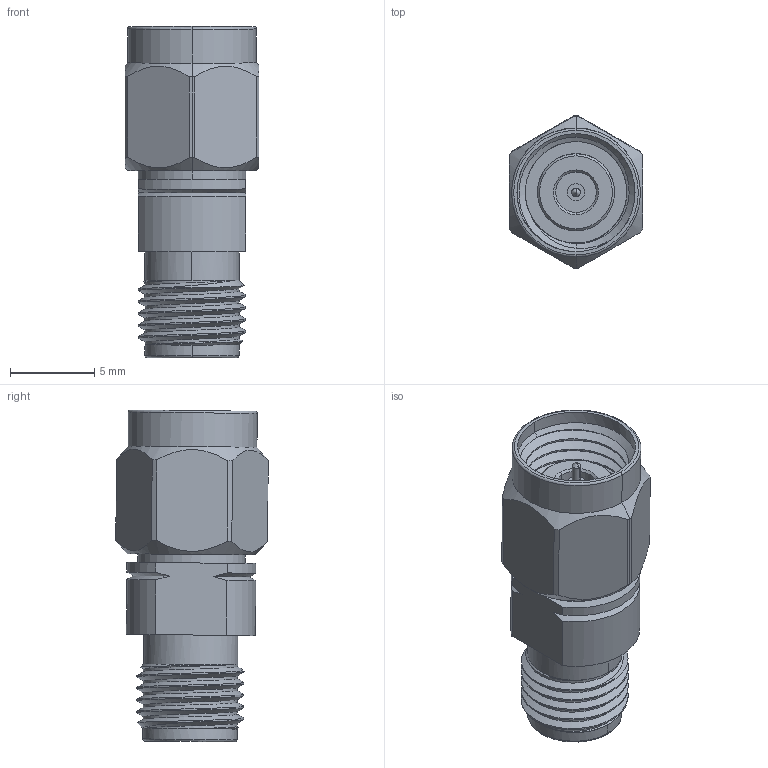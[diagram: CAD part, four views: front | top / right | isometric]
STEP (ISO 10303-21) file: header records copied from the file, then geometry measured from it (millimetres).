
FILE_DESCRIPTION (( 'STEP AP203' ), '1' );
FILE_NAME ('PE9655.step', '2018-07-30T17:22:14', ( '' ), ( '' ), 'SwSTEP 2.0', 'SolidWorks 2017', '' );
FILE_SCHEMA (( 'CONFIG_CONTROL_DESIGN' ));
Length unit declared in the file: inch
Products named in the file (1): PE9655
Bounding box: 7.94 x 9.03 x 19.66 mm (x, y, z)
Volume: 637.2 mm3; surface area: 847.7 mm2
Topology: 1 solids, 1 shells, 133 faces, 339 edges, 216 vertices
Faces by surface type: cylinder 56, plane 36, cone 31, bspline 6, torus 4
Entity records: 6231 total; most frequent: CARTESIAN_POINT 3102, ORIENTED_EDGE 674, DIRECTION 612, EDGE_CURVE 337, AXIS2_PLACEMENT_3D 245, VERTEX_POINT 216, EDGE_LOOP 143, ADVANCED_FACE 133
